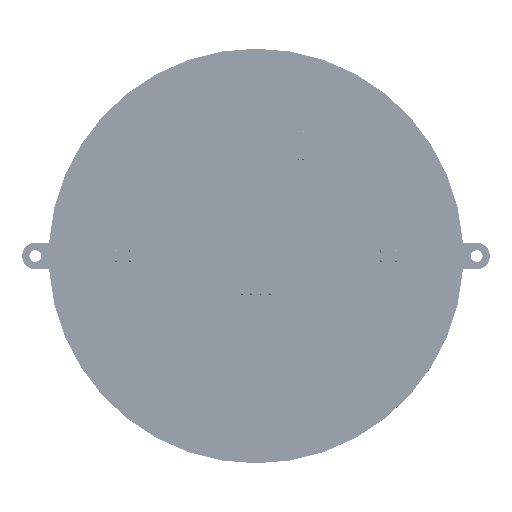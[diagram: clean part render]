
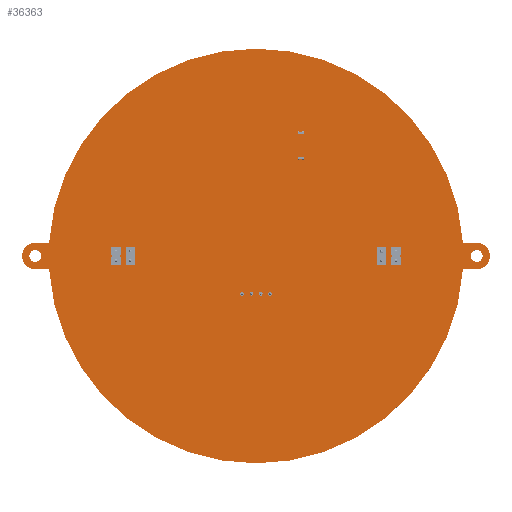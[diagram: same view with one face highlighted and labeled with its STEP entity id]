
A CAD part, top view. The second image highlights one B-rep face of the part: STEP entity #36363.
In plain terms, the highlighted planar face has unit normal (0, 0, 1).
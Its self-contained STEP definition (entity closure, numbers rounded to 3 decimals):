
#36060 = VERTEX_POINT('',#36061);
#36061 = CARTESIAN_POINT('',(-55.884,3.6,1.51));
#36067 = EDGE_CURVE('',#36060,#36068,#36070,.T.);
#36068 = VERTEX_POINT('',#36069);
#36069 = CARTESIAN_POINT('',(55.884,3.6,1.51));
#36070 = CIRCLE('',#36071,56.);
#36071 = AXIS2_PLACEMENT_3D('',#36072,#36073,#36074);
#36072 = CARTESIAN_POINT('',(0.,0.,1.51));
#36073 = DIRECTION('',(0.,0.,-1.));
#36074 = DIRECTION('',(-0.998,0.064,0.));
#36102 = VERTEX_POINT('',#36103);
#36103 = CARTESIAN_POINT('',(-59.6,3.6,1.51));
#36109 = EDGE_CURVE('',#36102,#36060,#36110,.T.);
#36110 = LINE('',#36111,#36112);
#36111 = CARTESIAN_POINT('',(-59.6,3.6,1.51));
#36112 = VECTOR('',#36113,1.);
#36113 = DIRECTION('',(1.,0.,0.));
#36131 = EDGE_CURVE('',#36068,#36132,#36134,.T.);
#36132 = VERTEX_POINT('',#36133);
#36133 = CARTESIAN_POINT('',(59.6,3.6,1.51));
#36134 = LINE('',#36135,#36136);
#36135 = CARTESIAN_POINT('',(55.884,3.6,1.51));
#36136 = VECTOR('',#36137,1.);
#36137 = DIRECTION('',(1.,0.,0.));
#36363 = ADVANCED_FACE('',(#36364,#36410,#36421,#36432,#36443,#36454,
    #36465,#36476,#36487,#36498,#36509,#36520,#36531,#36542,#36553),
  #36564,.T.);
#36364 = FACE_BOUND('',#36365,.T.);
#36365 = EDGE_LOOP('',(#36366,#36367,#36368,#36377,#36385,#36394,#36402,
    #36409));
#36366 = ORIENTED_EDGE('',*,*,#36067,.F.);
#36367 = ORIENTED_EDGE('',*,*,#36109,.F.);
#36368 = ORIENTED_EDGE('',*,*,#36369,.F.);
#36369 = EDGE_CURVE('',#36370,#36102,#36372,.T.);
#36370 = VERTEX_POINT('',#36371);
#36371 = CARTESIAN_POINT('',(-59.6,-3.6,1.51));
#36372 = CIRCLE('',#36373,3.6);
#36373 = AXIS2_PLACEMENT_3D('',#36374,#36375,#36376);
#36374 = CARTESIAN_POINT('',(-59.6,0.,1.51));
#36375 = DIRECTION('',(0.,0.,-1.));
#36376 = DIRECTION('',(0.,-1.,0.));
#36377 = ORIENTED_EDGE('',*,*,#36378,.F.);
#36378 = EDGE_CURVE('',#36379,#36370,#36381,.T.);
#36379 = VERTEX_POINT('',#36380);
#36380 = CARTESIAN_POINT('',(-55.884,-3.6,1.51));
#36381 = LINE('',#36382,#36383);
#36382 = CARTESIAN_POINT('',(-55.884,-3.6,1.51));
#36383 = VECTOR('',#36384,1.);
#36384 = DIRECTION('',(-1.,0.,0.));
#36385 = ORIENTED_EDGE('',*,*,#36386,.F.);
#36386 = EDGE_CURVE('',#36387,#36379,#36389,.T.);
#36387 = VERTEX_POINT('',#36388);
#36388 = CARTESIAN_POINT('',(55.884,-3.6,1.51));
#36389 = CIRCLE('',#36390,56.);
#36390 = AXIS2_PLACEMENT_3D('',#36391,#36392,#36393);
#36391 = CARTESIAN_POINT('',(0.,0.,
    1.51));
#36392 = DIRECTION('',(-0.,0.,-1.));
#36393 = DIRECTION('',(0.998,-0.064,-0.));
#36394 = ORIENTED_EDGE('',*,*,#36395,.F.);
#36395 = EDGE_CURVE('',#36396,#36387,#36398,.T.);
#36396 = VERTEX_POINT('',#36397);
#36397 = CARTESIAN_POINT('',(59.6,-3.6,1.51));
#36398 = LINE('',#36399,#36400);
#36399 = CARTESIAN_POINT('',(59.6,-3.6,1.51));
#36400 = VECTOR('',#36401,1.);
#36401 = DIRECTION('',(-1.,0.,0.));
#36402 = ORIENTED_EDGE('',*,*,#36403,.F.);
#36403 = EDGE_CURVE('',#36132,#36396,#36404,.T.);
#36404 = CIRCLE('',#36405,3.6);
#36405 = AXIS2_PLACEMENT_3D('',#36406,#36407,#36408);
#36406 = CARTESIAN_POINT('',(59.6,0.,1.51));
#36407 = DIRECTION('',(0.,0.,-1.));
#36408 = DIRECTION('',(0.,1.,-0.));
#36409 = ORIENTED_EDGE('',*,*,#36131,.F.);
#36410 = FACE_BOUND('',#36411,.T.);
#36411 = EDGE_LOOP('',(#36412));
#36412 = ORIENTED_EDGE('',*,*,#36413,.T.);
#36413 = EDGE_CURVE('',#36414,#36414,#36416,.T.);
#36414 = VERTEX_POINT('',#36415);
#36415 = CARTESIAN_POINT('',(-3.8,-10.725,1.51));
#36416 = CIRCLE('',#36417,0.5);
#36417 = AXIS2_PLACEMENT_3D('',#36418,#36419,#36420);
#36418 = CARTESIAN_POINT('',(-3.8,-10.225,1.51));
#36419 = DIRECTION('',(-0.,0.,-1.));
#36420 = DIRECTION('',(-0.,-1.,0.));
#36421 = FACE_BOUND('',#36422,.T.);
#36422 = EDGE_LOOP('',(#36423));
#36423 = ORIENTED_EDGE('',*,*,#36424,.T.);
#36424 = EDGE_CURVE('',#36425,#36425,#36427,.T.);
#36425 = VERTEX_POINT('',#36426);
#36426 = CARTESIAN_POINT('',(-1.26,-10.725,1.51));
#36427 = CIRCLE('',#36428,0.5);
#36428 = AXIS2_PLACEMENT_3D('',#36429,#36430,#36431);
#36429 = CARTESIAN_POINT('',(-1.26,-10.225,1.51));
#36430 = DIRECTION('',(-0.,0.,-1.));
#36431 = DIRECTION('',(-0.,-1.,0.));
#36432 = FACE_BOUND('',#36433,.T.);
#36433 = EDGE_LOOP('',(#36434));
#36434 = ORIENTED_EDGE('',*,*,#36435,.T.);
#36435 = EDGE_CURVE('',#36436,#36436,#36438,.T.);
#36436 = VERTEX_POINT('',#36437);
#36437 = CARTESIAN_POINT('',(1.28,-10.725,1.51));
#36438 = CIRCLE('',#36439,0.5);
#36439 = AXIS2_PLACEMENT_3D('',#36440,#36441,#36442);
#36440 = CARTESIAN_POINT('',(1.28,-10.225,1.51));
#36441 = DIRECTION('',(-0.,0.,-1.));
#36442 = DIRECTION('',(-0.,-1.,0.));
#36443 = FACE_BOUND('',#36444,.T.);
#36444 = EDGE_LOOP('',(#36445));
#36445 = ORIENTED_EDGE('',*,*,#36446,.T.);
#36446 = EDGE_CURVE('',#36447,#36447,#36449,.T.);
#36447 = VERTEX_POINT('',#36448);
#36448 = CARTESIAN_POINT('',(3.82,-10.725,1.51));
#36449 = CIRCLE('',#36450,0.5);
#36450 = AXIS2_PLACEMENT_3D('',#36451,#36452,#36453);
#36451 = CARTESIAN_POINT('',(3.82,-10.225,1.51));
#36452 = DIRECTION('',(-0.,0.,-1.));
#36453 = DIRECTION('',(0.,-1.,0.));
#36454 = FACE_BOUND('',#36455,.T.);
#36455 = EDGE_LOOP('',(#36456));
#36456 = ORIENTED_EDGE('',*,*,#36457,.T.);
#36457 = EDGE_CURVE('',#36458,#36458,#36460,.T.);
#36458 = VERTEX_POINT('',#36459);
#36459 = CARTESIAN_POINT('',(-59.6,-1.6,1.51));
#36460 = CIRCLE('',#36461,1.6);
#36461 = AXIS2_PLACEMENT_3D('',#36462,#36463,#36464);
#36462 = CARTESIAN_POINT('',(-59.6,0.,1.51));
#36463 = DIRECTION('',(-0.,0.,-1.));
#36464 = DIRECTION('',(-0.,-1.,0.));
#36465 = FACE_BOUND('',#36466,.T.);
#36466 = EDGE_LOOP('',(#36467));
#36467 = ORIENTED_EDGE('',*,*,#36468,.T.);
#36468 = EDGE_CURVE('',#36469,#36469,#36471,.T.);
#36469 = VERTEX_POINT('',#36470);
#36470 = CARTESIAN_POINT('',(-37.8,-1.765,1.51));
#36471 = CIRCLE('',#36472,0.5);
#36472 = AXIS2_PLACEMENT_3D('',#36473,#36474,#36475);
#36473 = CARTESIAN_POINT('',(-37.8,-1.265,1.51));
#36474 = DIRECTION('',(-0.,0.,-1.));
#36475 = DIRECTION('',(-0.,-1.,0.));
#36476 = FACE_BOUND('',#36477,.T.);
#36477 = EDGE_LOOP('',(#36478));
#36478 = ORIENTED_EDGE('',*,*,#36479,.T.);
#36479 = EDGE_CURVE('',#36480,#36480,#36482,.T.);
#36480 = VERTEX_POINT('',#36481);
#36481 = CARTESIAN_POINT('',(-33.94,-1.755,1.51));
#36482 = CIRCLE('',#36483,0.5);
#36483 = AXIS2_PLACEMENT_3D('',#36484,#36485,#36486);
#36484 = CARTESIAN_POINT('',(-33.94,-1.255,1.51));
#36485 = DIRECTION('',(-0.,0.,-1.));
#36486 = DIRECTION('',(-0.,-1.,0.));
#36487 = FACE_BOUND('',#36488,.T.);
#36488 = EDGE_LOOP('',(#36489));
#36489 = ORIENTED_EDGE('',*,*,#36490,.T.);
#36490 = EDGE_CURVE('',#36491,#36491,#36493,.T.);
#36491 = VERTEX_POINT('',#36492);
#36492 = CARTESIAN_POINT('',(-37.8,0.775,1.51));
#36493 = CIRCLE('',#36494,0.5);
#36494 = AXIS2_PLACEMENT_3D('',#36495,#36496,#36497);
#36495 = CARTESIAN_POINT('',(-37.8,1.275,1.51));
#36496 = DIRECTION('',(-0.,0.,-1.));
#36497 = DIRECTION('',(-0.,-1.,0.));
#36498 = FACE_BOUND('',#36499,.T.);
#36499 = EDGE_LOOP('',(#36500));
#36500 = ORIENTED_EDGE('',*,*,#36501,.T.);
#36501 = EDGE_CURVE('',#36502,#36502,#36504,.T.);
#36502 = VERTEX_POINT('',#36503);
#36503 = CARTESIAN_POINT('',(-33.94,0.785,1.51));
#36504 = CIRCLE('',#36505,0.5);
#36505 = AXIS2_PLACEMENT_3D('',#36506,#36507,#36508);
#36506 = CARTESIAN_POINT('',(-33.94,1.285,1.51));
#36507 = DIRECTION('',(-0.,0.,-1.));
#36508 = DIRECTION('',(-0.,-1.,0.));
#36509 = FACE_BOUND('',#36510,.T.);
#36510 = EDGE_LOOP('',(#36511));
#36511 = ORIENTED_EDGE('',*,*,#36512,.T.);
#36512 = EDGE_CURVE('',#36513,#36513,#36515,.T.);
#36513 = VERTEX_POINT('',#36514);
#36514 = CARTESIAN_POINT('',(33.94,-1.785,1.51));
#36515 = CIRCLE('',#36516,0.5);
#36516 = AXIS2_PLACEMENT_3D('',#36517,#36518,#36519);
#36517 = CARTESIAN_POINT('',(33.94,-1.285,1.51));
#36518 = DIRECTION('',(-0.,0.,-1.));
#36519 = DIRECTION('',(-0.,-1.,0.));
#36520 = FACE_BOUND('',#36521,.T.);
#36521 = EDGE_LOOP('',(#36522));
#36522 = ORIENTED_EDGE('',*,*,#36523,.T.);
#36523 = EDGE_CURVE('',#36524,#36524,#36526,.T.);
#36524 = VERTEX_POINT('',#36525);
#36525 = CARTESIAN_POINT('',(37.8,-1.775,1.51));
#36526 = CIRCLE('',#36527,0.5);
#36527 = AXIS2_PLACEMENT_3D('',#36528,#36529,#36530);
#36528 = CARTESIAN_POINT('',(37.8,-1.275,1.51));
#36529 = DIRECTION('',(-0.,0.,-1.));
#36530 = DIRECTION('',(-0.,-1.,0.));
#36531 = FACE_BOUND('',#36532,.T.);
#36532 = EDGE_LOOP('',(#36533));
#36533 = ORIENTED_EDGE('',*,*,#36534,.T.);
#36534 = EDGE_CURVE('',#36535,#36535,#36537,.T.);
#36535 = VERTEX_POINT('',#36536);
#36536 = CARTESIAN_POINT('',(59.6,-1.6,1.51));
#36537 = CIRCLE('',#36538,1.6);
#36538 = AXIS2_PLACEMENT_3D('',#36539,#36540,#36541);
#36539 = CARTESIAN_POINT('',(59.6,0.,1.51));
#36540 = DIRECTION('',(-0.,0.,-1.));
#36541 = DIRECTION('',(-0.,-1.,0.));
#36542 = FACE_BOUND('',#36543,.T.);
#36543 = EDGE_LOOP('',(#36544));
#36544 = ORIENTED_EDGE('',*,*,#36545,.T.);
#36545 = EDGE_CURVE('',#36546,#36546,#36548,.T.);
#36546 = VERTEX_POINT('',#36547);
#36547 = CARTESIAN_POINT('',(33.94,0.755,1.51));
#36548 = CIRCLE('',#36549,0.5);
#36549 = AXIS2_PLACEMENT_3D('',#36550,#36551,#36552);
#36550 = CARTESIAN_POINT('',(33.94,1.255,1.51));
#36551 = DIRECTION('',(-0.,0.,-1.));
#36552 = DIRECTION('',(-0.,-1.,0.));
#36553 = FACE_BOUND('',#36554,.T.);
#36554 = EDGE_LOOP('',(#36555));
#36555 = ORIENTED_EDGE('',*,*,#36556,.T.);
#36556 = EDGE_CURVE('',#36557,#36557,#36559,.T.);
#36557 = VERTEX_POINT('',#36558);
#36558 = CARTESIAN_POINT('',(37.8,0.765,1.51));
#36559 = CIRCLE('',#36560,0.5);
#36560 = AXIS2_PLACEMENT_3D('',#36561,#36562,#36563);
#36561 = CARTESIAN_POINT('',(37.8,1.265,1.51));
#36562 = DIRECTION('',(-0.,0.,-1.));
#36563 = DIRECTION('',(-0.,-1.,0.));
#36564 = PLANE('',#36565);
#36565 = AXIS2_PLACEMENT_3D('',#36566,#36567,#36568);
#36566 = CARTESIAN_POINT('',(0.,0.,1.51));
#36567 = DIRECTION('',(0.,0.,1.));
#36568 = DIRECTION('',(1.,0.,-0.));
